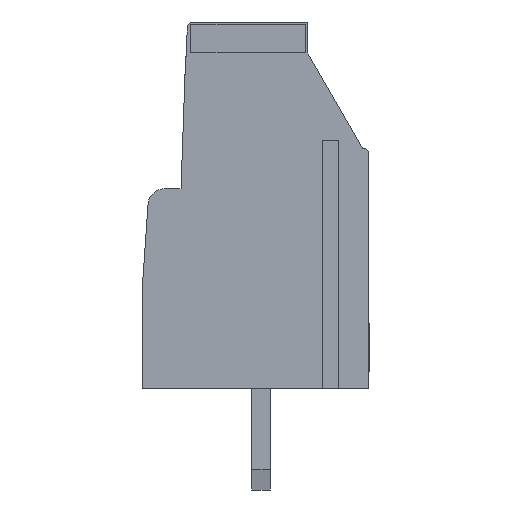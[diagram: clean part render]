
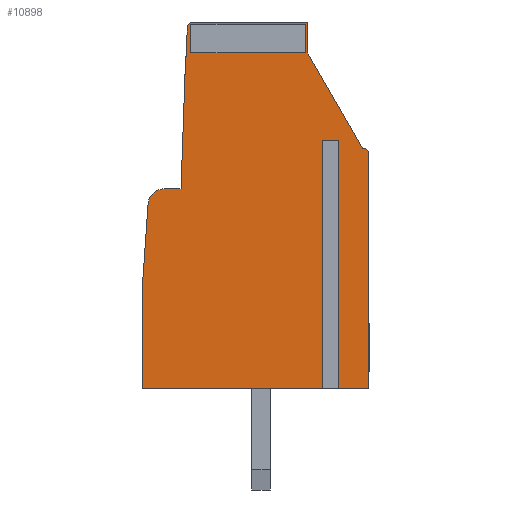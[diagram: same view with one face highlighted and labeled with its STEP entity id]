
A CAD part, left-side view. The second image highlights one B-rep face of the part: STEP entity #10898.
In plain terms, the highlighted planar face has unit normal (-1, 0, 0).
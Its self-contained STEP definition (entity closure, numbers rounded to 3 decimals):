
#10898=ADVANCED_FACE('',(#23057,#23058),#23059,.T.);
#11760=EDGE_CURVE('',#24382,#24383,#24384,.F.);
#11824=EDGE_CURVE('',#24488,#24489,#24490,.T.);
#11834=EDGE_CURVE('',#24506,#24507,#24508,.T.);
#12100=EDGE_CURVE('',#24896,#24893,#24899,.F.);
#12342=EDGE_CURVE('',#25208,#25211,#25212,.T.);
#12358=EDGE_CURVE('',#25232,#25235,#25236,.T.);
#12426=EDGE_CURVE('',#24507,#25208,#25318,.T.);
#12448=EDGE_CURVE('',#25343,#25336,#25346,.T.);
#12454=EDGE_CURVE('',#25336,#25349,#25354,.T.);
#12458=EDGE_CURVE('',#25349,#24506,#25358,.T.);
#12462=EDGE_CURVE('',#24489,#25343,#25362,.T.);
#12470=EDGE_CURVE('',#25369,#24488,#25372,.T.);
#12472=EDGE_CURVE('',#24893,#25369,#25374,.T.);
#12476=EDGE_CURVE('',#24896,#25378,#25379,.T.);
#12478=EDGE_CURVE('',#24383,#25378,#25381,.F.);
#12480=EDGE_CURVE('',#25383,#24382,#25384,.F.);
#12482=EDGE_CURVE('',#25386,#25383,#25387,.F.);
#12484=EDGE_CURVE('',#25235,#25386,#25389,.F.);
#12486=EDGE_CURVE('',#25391,#25232,#25392,.T.);
#12488=EDGE_CURVE('',#25394,#25391,#25395,.T.);
#12490=EDGE_CURVE('',#25394,#25211,#25397,.F.);
#12492=EDGE_CURVE('',#25399,#25400,#25401,.F.);
#12494=EDGE_CURVE('',#25400,#25403,#25404,.F.);
#12496=EDGE_CURVE('',#25403,#25406,#25407,.F.);
#12498=EDGE_CURVE('',#25406,#25399,#25409,.F.);
#23057=FACE_OUTER_BOUND('',#41293,.T.);
#23058=FACE_BOUND('',#41294,.T.);
#23059=PLANE('',#41295);
#24382=VERTEX_POINT('',#43207);
#24383=VERTEX_POINT('',#43208);
#24384=CIRCLE('',#43209,0.8);
#24488=VERTEX_POINT('',#43355);
#24489=VERTEX_POINT('',#43356);
#24490=CIRCLE('',#43357,0.3);
#24506=VERTEX_POINT('',#43379);
#24507=VERTEX_POINT('',#43380);
#24508=CIRCLE('',#43381,0.3);
#24893=VERTEX_POINT('',#44040);
#24896=VERTEX_POINT('',#44045);
#24899=LINE('',#44050,#44051);
#25208=VERTEX_POINT('',#44592);
#25211=VERTEX_POINT('',#44597);
#25212=LINE('',#44598,#44599);
#25232=VERTEX_POINT('',#44632);
#25235=VERTEX_POINT('',#44637);
#25236=LINE('',#44638,#44639);
#25318=LINE('',#44782,#44783);
#25336=VERTEX_POINT('',#44814);
#25343=VERTEX_POINT('',#44825);
#25346=LINE('',#44830,#44831);
#25349=VERTEX_POINT('',#44835);
#25354=LINE('',#44844,#44845);
#25358=CIRCLE('',#44851,0.3);
#25362=LINE('',#44858,#44859);
#25369=VERTEX_POINT('',#44869);
#25372=CIRCLE('',#44874,0.3);
#25374=LINE('',#44877,#44878);
#25378=VERTEX_POINT('',#44885);
#25379=LINE('',#44886,#44887);
#25381=LINE('',#44890,#44891);
#25383=VERTEX_POINT('',#44894);
#25384=CIRCLE('',#44895,0.8);
#25386=VERTEX_POINT('',#44898);
#25387=LINE('',#44899,#44900);
#25389=LINE('',#44903,#44904);
#25391=VERTEX_POINT('',#44907);
#25392=LINE('',#44908,#44909);
#25394=VERTEX_POINT('',#44912);
#25395=LINE('',#44913,#44914);
#25397=LINE('',#44917,#44918);
#25399=VERTEX_POINT('',#44921);
#25400=VERTEX_POINT('',#44922);
#25401=LINE('',#44923,#44924);
#25403=VERTEX_POINT('',#44927);
#25404=LINE('',#44928,#44929);
#25406=VERTEX_POINT('',#44932);
#25407=LINE('',#44933,#44934);
#25409=LINE('',#44937,#44938);
#41293=EDGE_LOOP('',(#62202,#62203,#62204,#62205,#62206,#62207,#62208,#62209,#62210,#62211,#62212,#62213,#62214,#62215,#62216,#62217,#62218,#62219,#62220,#62221,#62222));
#41294=EDGE_LOOP('',(#62223,#62224,#62225,#62226));
#41295=AXIS2_PLACEMENT_3D('',#62227,#62228,#62229);
#43207=CARTESIAN_POINT('',(0.,10.851,9.062));
#43208=CARTESIAN_POINT('',(0.,10.053,9.8));
#43209=AXIS2_PLACEMENT_3D('',#66123,#66124,#66125);
#43355=CARTESIAN_POINT('',(0.,8.924,17.713));
#43356=CARTESIAN_POINT('',(0.,8.624,18.0));
#43357=AXIS2_PLACEMENT_3D('',#66199,#66200,#66201);
#43379=CARTESIAN_POINT('',(0.,0.298,11.8));
#43380=CARTESIAN_POINT('',(0.,0.,11.5));
#43381=AXIS2_PLACEMENT_3D('',#66212,#66213,#66214);
#44040=CARTESIAN_POINT('',(0.,8.973,16.296));
#44045=CARTESIAN_POINT('',(0.,9.003,16.297));
#44050=CARTESIAN_POINT('',(0.,9.84,16.326));
#44051=VECTOR('',#66411,1.0);
#44592=CARTESIAN_POINT('',(0.,0.,0.));
#44597=CARTESIAN_POINT('',(0.,1.693,0.));
#44598=CARTESIAN_POINT('',(0.,5.56,0.));
#44599=VECTOR('',#66552,1.0);
#44632=CARTESIAN_POINT('',(0.,2.107,0.));
#44637=CARTESIAN_POINT('',(0.,11.12,0.));
#44638=CARTESIAN_POINT('',(0.,5.56,0.));
#44639=VECTOR('',#66560,1.0);
#44782=CARTESIAN_POINT('',(0.,0.,-0.392));
#44783=VECTOR('',#66606,1.0);
#44814=CARTESIAN_POINT('',(0.,3.,16.477));
#44825=CARTESIAN_POINT('',(0.,3.,18.0));
#44830=CARTESIAN_POINT('',(0.,3.,7.971));
#44831=VECTOR('',#66621,1.0);
#44835=CARTESIAN_POINT('',(0.,0.3,11.8));
#44844=CARTESIAN_POINT('',(0.,-1.007,9.537));
#44845=VECTOR('',#66624,1.0);
#44851=AXIS2_PLACEMENT_3D('',#66628,#66629,#66630);
#44858=CARTESIAN_POINT('',(0.,7.129,18.0));
#44859=VECTOR('',#66632,1.0);
#44869=CARTESIAN_POINT('',(0.,8.924,17.71));
#44874=AXIS2_PLACEMENT_3D('',#66640,#66641,#66642);
#44877=CARTESIAN_POINT('',(0.,9.241,8.615));
#44878=VECTOR('',#66643,1.0);
#44885=CARTESIAN_POINT('',(0.,9.23,9.8));
#44886=CARTESIAN_POINT('',(0.,9.294,7.974));
#44887=VECTOR('',#66645,1.0);
#44890=CARTESIAN_POINT('',(0.,10.304,9.8));
#44891=VECTOR('',#66646,1.0);
#44894=CARTESIAN_POINT('',(0.,10.851,9.055));
#44895=AXIS2_PLACEMENT_3D('',#66647,#66648,#66649);
#44898=CARTESIAN_POINT('',(0.,11.12,5.17));
#44899=CARTESIAN_POINT('',(0.,11.176,4.354));
#44900=VECTOR('',#66650,1.0);
#44903=CARTESIAN_POINT('',(0.,11.12,2.425));
#44904=VECTOR('',#66651,1.0);
#44907=CARTESIAN_POINT('',(0.,2.107,12.19));
#44908=CARTESIAN_POINT('',(0.,2.107,6.022));
#44909=VECTOR('',#66652,1.0);
#44912=CARTESIAN_POINT('',(0.,1.693,12.19));
#44913=CARTESIAN_POINT('',(0.,6.442,12.19));
#44914=VECTOR('',#66653,1.0);
#44917=CARTESIAN_POINT('',(0.,1.693,-0.401));
#44918=VECTOR('',#66654,1.0);
#44921=CARTESIAN_POINT('',(0.,8.75,16.5));
#44922=CARTESIAN_POINT('',(0.,8.75,17.9));
#44923=CARTESIAN_POINT('',(0.,8.75,8.743));
#44924=VECTOR('',#66655,1.0);
#44927=CARTESIAN_POINT('',(0.,3.1,17.9));
#44928=CARTESIAN_POINT('',(0.,7.178,17.9));
#44929=VECTOR('',#66656,1.0);
#44932=CARTESIAN_POINT('',(0.,3.1,16.5));
#44933=CARTESIAN_POINT('',(0.,3.1,7.984));
#44934=VECTOR('',#66657,1.0);
#44937=CARTESIAN_POINT('',(0.,10.168,16.5));
#44938=VECTOR('',#66658,1.0);
#62202=ORIENTED_EDGE('',*,*,#12458,.F.);
#62203=ORIENTED_EDGE('',*,*,#12454,.F.);
#62204=ORIENTED_EDGE('',*,*,#12448,.F.);
#62205=ORIENTED_EDGE('',*,*,#12462,.F.);
#62206=ORIENTED_EDGE('',*,*,#11824,.F.);
#62207=ORIENTED_EDGE('',*,*,#12470,.F.);
#62208=ORIENTED_EDGE('',*,*,#12472,.F.);
#62209=ORIENTED_EDGE('',*,*,#12100,.F.);
#62210=ORIENTED_EDGE('',*,*,#12476,.T.);
#62211=ORIENTED_EDGE('',*,*,#12478,.F.);
#62212=ORIENTED_EDGE('',*,*,#11760,.F.);
#62213=ORIENTED_EDGE('',*,*,#12480,.F.);
#62214=ORIENTED_EDGE('',*,*,#12482,.F.);
#62215=ORIENTED_EDGE('',*,*,#12484,.F.);
#62216=ORIENTED_EDGE('',*,*,#12358,.F.);
#62217=ORIENTED_EDGE('',*,*,#12486,.F.);
#62218=ORIENTED_EDGE('',*,*,#12488,.F.);
#62219=ORIENTED_EDGE('',*,*,#12490,.T.);
#62220=ORIENTED_EDGE('',*,*,#12342,.F.);
#62221=ORIENTED_EDGE('',*,*,#12426,.F.);
#62222=ORIENTED_EDGE('',*,*,#11834,.F.);
#62223=ORIENTED_EDGE('',*,*,#12492,.T.);
#62224=ORIENTED_EDGE('',*,*,#12494,.T.);
#62225=ORIENTED_EDGE('',*,*,#12496,.T.);
#62226=ORIENTED_EDGE('',*,*,#12498,.T.);
#62227=CARTESIAN_POINT('',(0.,11.422,-0.474));
#62228=DIRECTION('',(-1.0,0.,0.));
#62229=DIRECTION('',(0.,1.0,0.0));
#66123=CARTESIAN_POINT('',(0.,10.053,9.));
#66124=DIRECTION('',(-1.0,0.,0.));
#66125=DIRECTION('',(0.,0.997,0.077));
#66199=CARTESIAN_POINT('',(0.,8.624,17.7));
#66200=DIRECTION('',(1.0,0.,0.));
#66201=DIRECTION('',(0.,0.999,0.042));
#66212=CARTESIAN_POINT('',(0.,0.3,11.5));
#66213=DIRECTION('',(1.0,0.,0.));
#66214=DIRECTION('',(0.,-0.006,1.));
#66411=DIRECTION('',(0.,0.999,0.035));
#66552=DIRECTION('',(0.,1.0,0.));
#66560=DIRECTION('',(0.,1.0,0.));
#66606=DIRECTION('',(0.,0.,-1.0));
#66621=DIRECTION('',(0.,0.,-1.0));
#66624=DIRECTION('',(0.,-0.5,-0.866));
#66628=CARTESIAN_POINT('',(0.,0.3,11.5));
#66629=DIRECTION('',(1.0,0.,0.));
#66630=DIRECTION('',(0.,-0.006,1.));
#66632=DIRECTION('',(0.,-1.0,0.0));
#66640=CARTESIAN_POINT('',(0.,8.624,17.7));
#66641=DIRECTION('',(1.0,0.,0.));
#66642=DIRECTION('',(0.,0.999,0.042));
#66643=DIRECTION('',(0.,-0.035,0.999));
#66645=DIRECTION('',(0.,0.035,-0.999));
#66646=DIRECTION('',(0.,1.0,0.0));
#66647=CARTESIAN_POINT('',(0.,10.053,9.));
#66648=DIRECTION('',(-1.0,0.,0.));
#66649=DIRECTION('',(0.,0.997,0.077));
#66650=DIRECTION('',(0.,0.069,-0.998));
#66651=DIRECTION('',(0.,0.,-1.0));
#66652=DIRECTION('',(0.,0.,-1.0));
#66653=DIRECTION('',(0.,1.0,0.0));
#66654=DIRECTION('',(0.,0.,1.0));
#66655=DIRECTION('',(0.,0.0,-1.0));
#66656=DIRECTION('',(0.,1.0,0.0));
#66657=DIRECTION('',(0.,0.,1.0));
#66658=DIRECTION('',(0.,-1.0,0.0));
